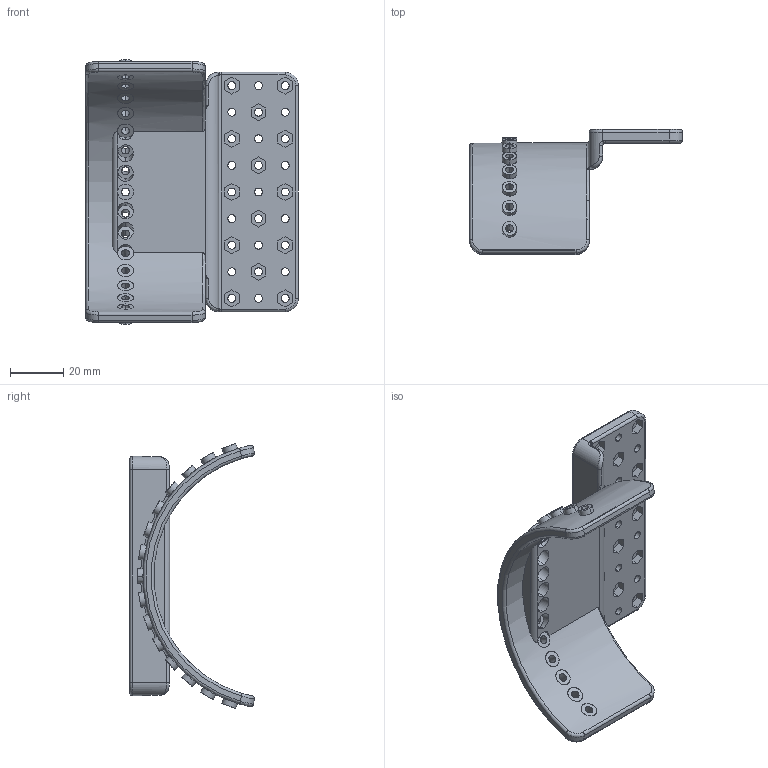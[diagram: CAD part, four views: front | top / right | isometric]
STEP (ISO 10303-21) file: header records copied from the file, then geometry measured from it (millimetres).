
FILE_DESCRIPTION (( 'STEP AP214' ), '1' );
FILE_NAME ('賑遠蛌諉R50.', '2024-10-13T07:29:29', ( '' ), ( '' ), 'SwSTEP 2.0', 'SolidWorks 2024', '' );
FILE_SCHEMA (( 'AUTOMOTIVE_DESIGN' ));
Length unit declared in the file: millimetre
Products named in the file (1): 滑环转接R50
Bounding box: 80 x 46.86 x 99.61 mm (x, y, z)
Volume: 46706.2 mm3; surface area: 24760.9 mm2
Topology: 1 solids, 1 shells, 447 faces, 1118 edges, 723 vertices
Faces by surface type: plane 233, cylinder 185, torus 15, bspline 14
Entity records: 16161 total; most frequent: CARTESIAN_POINT 5284, ORIENTED_EDGE 2236, DIRECTION 2190, EDGE_CURVE 1118, AXIS2_PLACEMENT_3D 752, VERTEX_POINT 723, VECTOR 686, LINE 686
